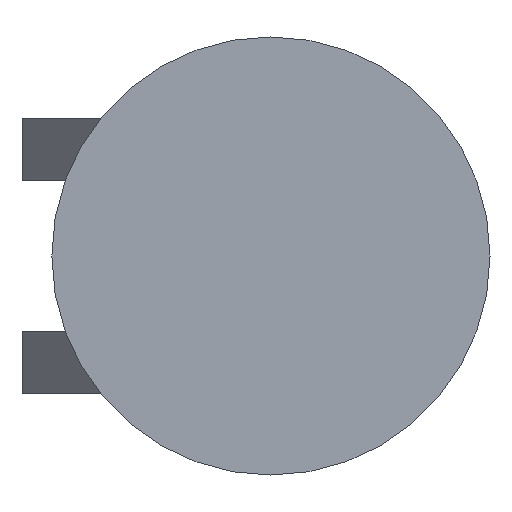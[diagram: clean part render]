
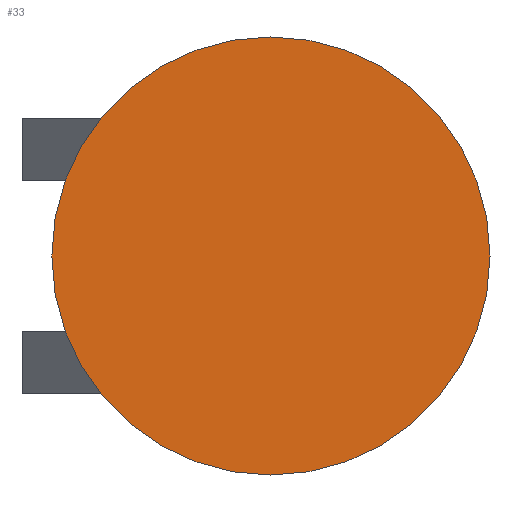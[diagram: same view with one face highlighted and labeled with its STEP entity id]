
A CAD part, front view. The second image highlights one B-rep face of the part: STEP entity #33.
In plain terms, the highlighted planar face has unit normal (0, -1, 0).
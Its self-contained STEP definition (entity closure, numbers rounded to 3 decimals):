
#33 = ADVANCED_FACE ( 'NONE', ( #654 ), #113, .F. ) ;
#111 = CARTESIAN_POINT ( 'NONE',  ( 0., 0., 0. ) ) ;
#113 = PLANE ( 'NONE',  #599 ) ;
#114 = CIRCLE ( 'NONE', #383, 17.5 ) ;
#118 = DIRECTION ( 'NONE',  ( 0., 1., 0. ) ) ;
#149 = VERTEX_POINT ( 'NONE', #615 ) ;
#188 = DIRECTION ( 'NONE',  ( 0., 1., 0. ) ) ;
#205 = EDGE_CURVE ( 'NONE', #149, #749, #114, .T. ) ;
#217 = ORIENTED_EDGE ( 'NONE', *, *, #205, .F. ) ;
#242 = CIRCLE ( 'NONE', #277, 17.5 ) ;
#277 = AXIS2_PLACEMENT_3D ( 'NONE', #111, #118, #643 ) ;
#320 = DIRECTION ( 'NONE',  ( 0., 0., 1. ) ) ;
#383 = AXIS2_PLACEMENT_3D ( 'NONE', #733, #550, #429 ) ;
#429 = DIRECTION ( 'NONE',  ( 0., 0., 1. ) ) ;
#550 = DIRECTION ( 'NONE',  ( 0., 1., 0. ) ) ;
#599 = AXIS2_PLACEMENT_3D ( 'NONE', #800, #188, #320 ) ;
#615 = CARTESIAN_POINT ( 'NONE',  ( 0., 0., 17.5 ) ) ;
#643 = DIRECTION ( 'NONE',  ( 0., 0., 1. ) ) ;
#654 = FACE_OUTER_BOUND ( 'NONE', #741, .T. ) ;
#664 = EDGE_CURVE ( 'NONE', #749, #149, #242, .T. ) ;
#733 = CARTESIAN_POINT ( 'NONE',  ( 0., 0., 0. ) ) ;
#741 = EDGE_LOOP ( 'NONE', ( #822, #217 ) ) ;
#749 = VERTEX_POINT ( 'NONE', #863 ) ;
#800 = CARTESIAN_POINT ( 'NONE',  ( 0., 0., 0. ) ) ;
#822 = ORIENTED_EDGE ( 'NONE', *, *, #664, .F. ) ;
#863 = CARTESIAN_POINT ( 'NONE',  ( 0., 0., -17.5 ) ) ;
